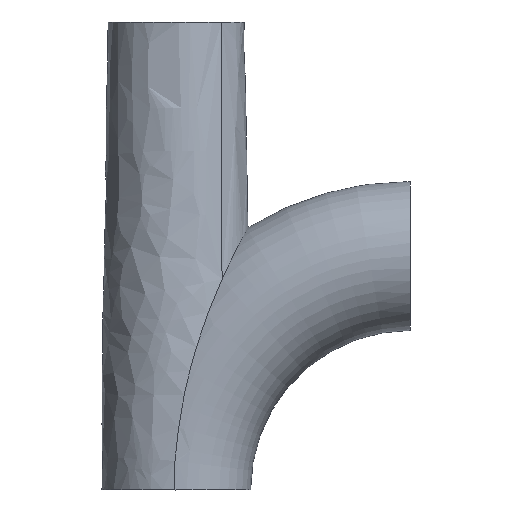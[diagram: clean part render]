
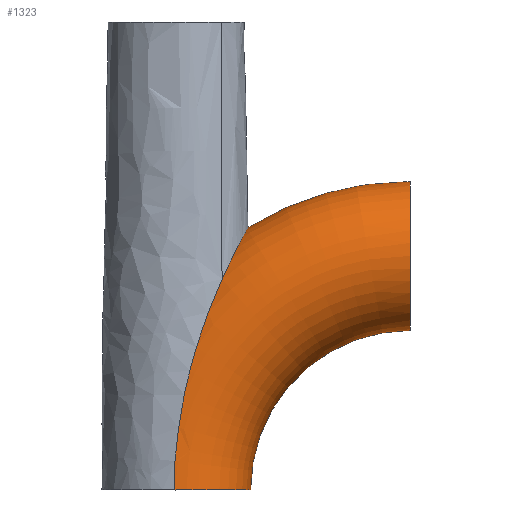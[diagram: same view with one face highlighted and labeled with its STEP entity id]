
A CAD part, top view. The second image highlights one B-rep face of the part: STEP entity #1323.
In plain terms, the highlighted toroidal (fillet/blend) face has major radius 55 mm and minor radius 17.5 mm.
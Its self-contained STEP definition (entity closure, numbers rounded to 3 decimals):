
#4 = ORIENTED_EDGE ( 'NONE', *, *, #65, .T. ) ;
#10 = CARTESIAN_POINT ( 'NONE',  ( 16.913, 61.69, 0.419 ) ) ;
#16 = CARTESIAN_POINT ( 'NONE',  ( 13.082, 54.411, 10.923 ) ) ;
#37 = CARTESIAN_POINT ( 'NONE',  ( 16.437, 60.832, 4.067 ) ) ;
#46 = VERTEX_POINT ( 'NONE', #840 ) ;
#65 = EDGE_CURVE ( 'NONE', #1036, #846, #1335, .T. ) ;
#69 = B_SPLINE_CURVE_WITH_KNOTS ( 'NONE', 3,
 ( #1266, #1243, #310, #92 ),
 .UNSPECIFIED., .F., .F.,
 ( 4, 4 ),
 ( 0., 1. ),
 .UNSPECIFIED. ) ;
#92 = CARTESIAN_POINT ( 'NONE',  ( -0.275, 0., 17.497 ) ) ;
#100 = DIRECTION ( 'NONE',  ( 0., 0., 1. ) ) ;
#121 = CARTESIAN_POINT ( 'NONE',  ( 16.342, 60.66, 4.444 ) ) ;
#155 = ORIENTED_EDGE ( 'NONE', *, *, #1182, .F. ) ;
#186 = CARTESIAN_POINT ( 'NONE',  ( 8.998, 45.392, 14.623 ) ) ;
#188 = AXIS2_PLACEMENT_3D ( 'NONE', #833, #743, #298 ) ;
#212 = CARTESIAN_POINT ( 'NONE',  ( 15.787, 59.641, 6.209 ) ) ;
#218 = CARTESIAN_POINT ( 'NONE',  ( 16.791, 61.472, 2.095 ) ) ;
#225 = B_SPLINE_CURVE_WITH_KNOTS ( 'NONE', 3,
 ( #704, #299, #843, #1238, #186, #1159, #396, #1260, #827, #712, #621, #728, #1233, #835, #1128, #404, #1049, #493, #1135, #736 ),
 .UNSPECIFIED., .F., .F.,
 ( 4, 2, 2, 2, 2, 2, 2, 2, 2, 4 ),
 ( 0.093, 0.096, 0.099, 0.105, 0.11, 0.116, 0.128, 0.133, 0.136, 0.139 ),
 .UNSPECIFIED. ) ;
#234 = EDGE_CURVE ( 'NONE', #846, #956, #225, .T. ) ;
#295 = VERTEX_POINT ( 'NONE', #938 ) ;
#298 = DIRECTION ( 'NONE',  ( -1., 0., 0. ) ) ;
#299 = CARTESIAN_POINT ( 'NONE',  ( 10.421, 48.728, 13.588 ) ) ;
#307 = DIRECTION ( 'NONE',  ( -1., 0., 0. ) ) ;
#310 = CARTESIAN_POINT ( 'NONE',  ( -0.276, 2.246, 17.495 ) ) ;
#346 = CARTESIAN_POINT ( 'NONE',  ( 16.029, 60.088, 5.539 ) ) ;
#382 = ORIENTED_EDGE ( 'NONE', *, *, #1191, .T. ) ;
#396 = CARTESIAN_POINT ( 'NONE',  ( 7.311, 41.114, 15.609 ) ) ;
#404 = CARTESIAN_POINT ( 'NONE',  ( 0.193, 11.406, 17.473 ) ) ;
#411 = FACE_OUTER_BOUND ( 'NONE', #1269, .T. ) ;
#429 = CARTESIAN_POINT ( 'NONE',  ( 15.256, 58.649, 7.459 ) ) ;
#434 = CARTESIAN_POINT ( 'NONE',  ( 12.093, 52.384, 12.083 ) ) ;
#435 = CIRCLE ( 'NONE', #655, 17.5 ) ;
#441 = CARTESIAN_POINT ( 'NONE',  ( -0.274, 6.739, 17.487 ) ) ;
#445 = DIRECTION ( 'NONE',  ( 0., 0., 1. ) ) ;
#476 = AXIS2_PLACEMENT_3D ( 'NONE', #1040, #826, #1047 ) ;
#493 = CARTESIAN_POINT ( 'NONE',  ( -0.095, 8.607, 17.484 ) ) ;
#503 = ORIENTED_EDGE ( 'NONE', *, *, #1167, .T. ) ;
#523 = DIRECTION ( 'NONE',  ( 0., 0., -1. ) ) ;
#533 = AXIS2_PLACEMENT_3D ( 'NONE', #1371, #523, #307 ) ;
#537 = CARTESIAN_POINT ( 'NONE',  ( 16.674, 61.262, 2.903 ) ) ;
#548 = CARTESIAN_POINT ( 'NONE',  ( 16.913, 61.69, 0. ) ) ;
#580 = EDGE_CURVE ( 'NONE', #1036, #46, #716, .T. ) ;
#621 = CARTESIAN_POINT ( 'NONE',  ( 3.885, 30.589, 16.907 ) ) ;
#637 = CARTESIAN_POINT ( 'NONE',  ( 14.964, 58.099, 8.042 ) ) ;
#647 = CARTESIAN_POINT ( 'NONE',  ( 17.5, 0., 0. ) ) ;
#655 = AXIS2_PLACEMENT_3D ( 'NONE', #734, #719, #100 ) ;
#689 = CARTESIAN_POINT ( 'NONE',  ( 11.433, 50.981, 12.724 ) ) ;
#704 = CARTESIAN_POINT ( 'NONE',  ( 10.784, 49.538, 13.277 ) ) ;
#712 = CARTESIAN_POINT ( 'NONE',  ( 4.394, 32.366, 16.767 ) ) ;
#716 = CIRCLE ( 'NONE', #533, 72.5 ) ;
#719 = DIRECTION ( 'NONE',  ( 1., 0., 0. ) ) ;
#728 = CARTESIAN_POINT ( 'NONE',  ( 2.477, 25.216, 17.24 ) ) ;
#734 = CARTESIAN_POINT ( 'NONE',  ( 55., 55., 0. ) ) ;
#736 = CARTESIAN_POINT ( 'NONE',  ( -0.274, 6.739, 17.487 ) ) ;
#743 = DIRECTION ( 'NONE',  ( 0., 0., -1. ) ) ;
#759 = CARTESIAN_POINT ( 'NONE',  ( 10.784, 49.538, 13.277 ) ) ;
#773 = CARTESIAN_POINT ( 'NONE',  ( 16.913, 61.69, 0. ) ) ;
#794 = TOROIDAL_SURFACE ( 'NONE', #188, 55., 17.5 ) ;
#804 = ORIENTED_EDGE ( 'NONE', *, *, #894, .T. ) ;
#826 = DIRECTION ( 'NONE',  ( 0., 0., -1. ) ) ;
#827 = CARTESIAN_POINT ( 'NONE',  ( 5.487, 35.894, 16.402 ) ) ;
#830 = ORIENTED_EDGE ( 'NONE', *, *, #234, .T. ) ;
#833 = CARTESIAN_POINT ( 'NONE',  ( 55., 0., 0. ) ) ;
#835 = CARTESIAN_POINT ( 'NONE',  ( 0.786, 16.056, 17.437 ) ) ;
#840 = CARTESIAN_POINT ( 'NONE',  ( 55., 72.5, 0. ) ) ;
#843 = CARTESIAN_POINT ( 'NONE',  ( 10.06, 47.906, 13.87 ) ) ;
#846 = VERTEX_POINT ( 'NONE', #759 ) ;
#894 = EDGE_CURVE ( 'NONE', #295, #1058, #1074, .T. ) ;
#938 = CARTESIAN_POINT ( 'NONE',  ( -0.275, 0., 17.497 ) ) ;
#956 = VERTEX_POINT ( 'NONE', #441 ) ;
#968 = CARTESIAN_POINT ( 'NONE',  ( 13.409, 55.069, 10.505 ) ) ;
#984 = CARTESIAN_POINT ( 'NONE',  ( 16.603, 61.133, 3.297 ) ) ;
#1036 = VERTEX_POINT ( 'NONE', #548 ) ;
#1040 = CARTESIAN_POINT ( 'NONE',  ( 55., 0., 0. ) ) ;
#1047 = DIRECTION ( 'NONE',  ( -1., 0., 0. ) ) ;
#1049 = CARTESIAN_POINT ( 'NONE',  ( 0.092, 10.473, 17.477 ) ) ;
#1058 = VERTEX_POINT ( 'NONE', #647 ) ;
#1065 = CARTESIAN_POINT ( 'NONE',  ( 14.361, 56.942, 9.111 ) ) ;
#1074 = CIRCLE ( 'NONE', #1116, 17.5 ) ;
#1092 = CARTESIAN_POINT ( 'NONE',  ( 16.837, 61.554, 1.677 ) ) ;
#1116 = AXIS2_PLACEMENT_3D ( 'NONE', #1174, #1274, #445 ) ;
#1128 = CARTESIAN_POINT ( 'NONE',  ( 0.525, 14.2, 17.455 ) ) ;
#1135 = CARTESIAN_POINT ( 'NONE',  ( -0.181, 7.672, 17.486 ) ) ;
#1159 = CARTESIAN_POINT ( 'NONE',  ( 7.966, 42.835, 15.266 ) ) ;
#1167 = EDGE_CURVE ( 'NONE', #1058, #1249, #1277, .T. ) ;
#1174 = CARTESIAN_POINT ( 'NONE',  ( 0., 0., 0. ) ) ;
#1182 = EDGE_CURVE ( 'NONE', #46, #1249, #435, .T. ) ;
#1191 = EDGE_CURVE ( 'NONE', #956, #295, #69, .T. ) ;
#1196 = CARTESIAN_POINT ( 'NONE',  ( 16.898, 61.663, 0.839 ) ) ;
#1214 = CARTESIAN_POINT ( 'NONE',  ( 10.784, 49.538, 13.277 ) ) ;
#1233 = CARTESIAN_POINT ( 'NONE',  ( 1.698, 21.582, 17.346 ) ) ;
#1238 = CARTESIAN_POINT ( 'NONE',  ( 9.349, 46.239, 14.388 ) ) ;
#1243 = CARTESIAN_POINT ( 'NONE',  ( -0.276, 4.493, 17.492 ) ) ;
#1249 = VERTEX_POINT ( 'NONE', #1252 ) ;
#1252 = CARTESIAN_POINT ( 'NONE',  ( 55., 37.5, 0. ) ) ;
#1260 = CARTESIAN_POINT ( 'NONE',  ( 6.072, 37.644, 16.177 ) ) ;
#1266 = CARTESIAN_POINT ( 'NONE',  ( -0.274, 6.739, 17.487 ) ) ;
#1269 = EDGE_LOOP ( 'NONE', ( #1362, #4, #830, #382, #804, #503, #155 ) ) ;
#1274 = DIRECTION ( 'NONE',  ( 0., 1., 0. ) ) ;
#1277 = CIRCLE ( 'NONE', #476, 37.5 ) ;
#1282 = CARTESIAN_POINT ( 'NONE',  ( 14.049, 56.333, 9.6 ) ) ;
#1323 = ADVANCED_FACE ( 'NONE', ( #411 ), #794, .T. ) ;
#1335 = B_SPLINE_CURVE_WITH_KNOTS ( 'NONE', 3,
 ( #773, #10, #1196, #1092, #218, #537, #984, #37, #121, #346, #212, #429, #637, #1065, #1282, #968, #16, #434, #689, #1214 ),
 .UNSPECIFIED., .F., .F.,
 ( 4, 2, 2, 2, 2, 2, 2, 2, 2, 4 ),
 ( 0.073, 0.075, 0.076, 0.077, 0.078, 0.081, 0.083, 0.086, 0.088, 0.093 ),
 .UNSPECIFIED. ) ;
#1362 = ORIENTED_EDGE ( 'NONE', *, *, #580, .F. ) ;
#1371 = CARTESIAN_POINT ( 'NONE',  ( 55., 0., 0. ) ) ;
